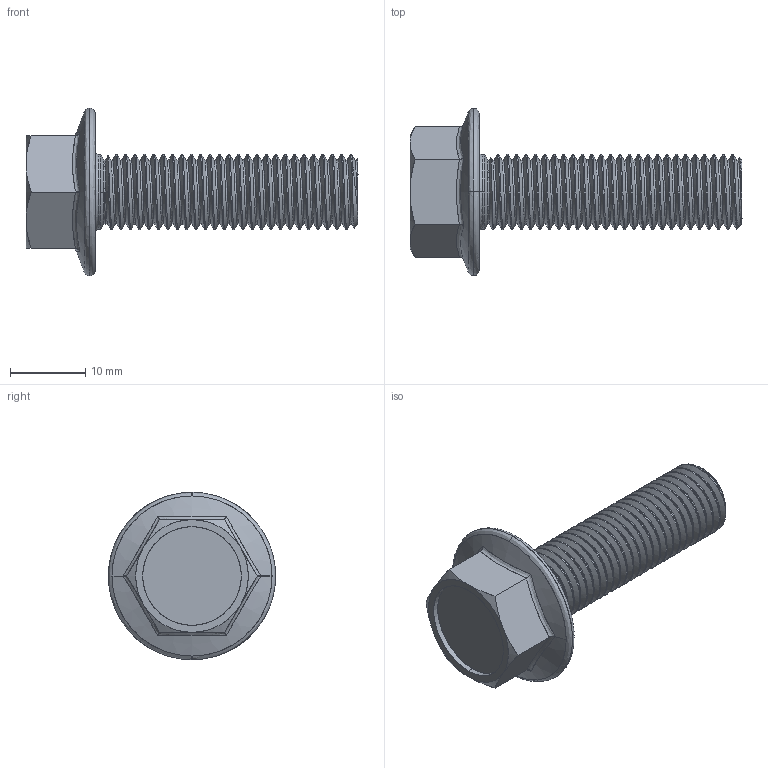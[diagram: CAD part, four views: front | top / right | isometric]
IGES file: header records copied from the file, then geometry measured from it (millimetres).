
Start section: SolidWorks IGES file using analytic representation for surfaces
Global section: file name: B006HYGYZ8.3D.IGS; native system: SolidWorks 2012; preprocessor: SolidWorks 2012; author: AE-20; date: 130731.030850; units: inch
Bounding box: 44.2 x 22.25 x 22.3 mm (x, y, z)
Surface area: 2899.7 mm2 (no closed solid volume)
Topology: 0 solids, 0 shells, 99 faces, 1670 edges, 1670 vertices
Faces by surface type: revolution 72, bspline 27
